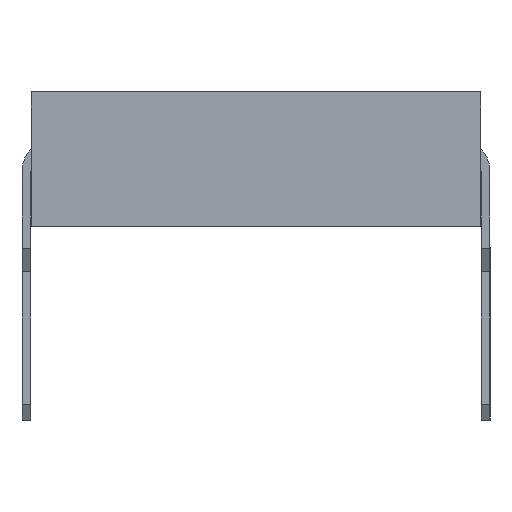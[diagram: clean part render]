
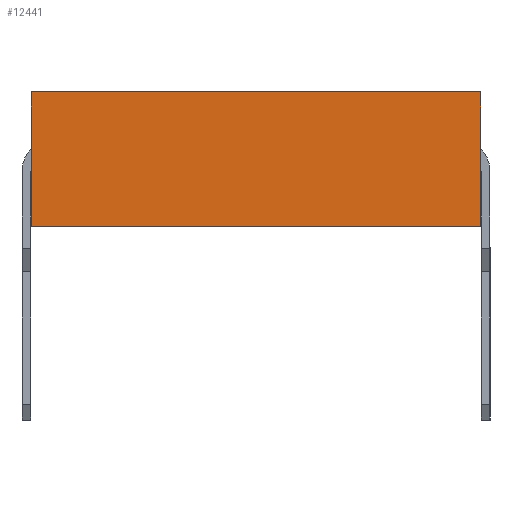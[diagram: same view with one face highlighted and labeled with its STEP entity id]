
A CAD part, front view. The second image highlights one B-rep face of the part: STEP entity #12441.
In plain terms, the highlighted planar face has unit normal (0, -1, 0).
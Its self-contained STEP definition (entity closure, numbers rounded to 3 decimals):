
#12385=CARTESIAN_POINT('',(5.,-15.875,0.0));
#12386=VERTEX_POINT('',#12385);
#12393=CARTESIAN_POINT('',(-5.,-15.875,0.0));
#12394=VERTEX_POINT('',#12393);
#12395=CARTESIAN_POINT('',(-5.,-15.875,0.0));
#12396=DIRECTION('',(1.0,0.0,0.0));
#12397=VECTOR('',#12396,10.);
#12398=LINE('',#12395,#12397);
#12399=EDGE_CURVE('',#12394,#12386,#12398,.T.);
#12411=CARTESIAN_POINT('',(5.1,-15.875,0.0));
#12412=DIRECTION('',(0.0,-1.0,0.0));
#12413=DIRECTION('',(0.0,0.0,-1.0));
#12414=AXIS2_PLACEMENT_3D('',#12411,#12412,#12413);
#12415=PLANE('',#12414);
#12416=CARTESIAN_POINT('',(5.,-15.875,3.0));
#12417=VERTEX_POINT('',#12416);
#12418=CARTESIAN_POINT('',(-5.,-15.875,3.0));
#12419=VERTEX_POINT('',#12418);
#12420=CARTESIAN_POINT('',(5.,-15.875,3.0));
#12421=DIRECTION('',(-1.0,0.0,0.0));
#12422=VECTOR('',#12421,10.);
#12423=LINE('',#12420,#12422);
#12424=EDGE_CURVE('',#12417,#12419,#12423,.T.);
#12425=ORIENTED_EDGE('',*,*,#12424,.T.);
#12426=CARTESIAN_POINT('',(-5.,-15.875,0.0));
#12427=DIRECTION('',(0.0,0.0,1.0));
#12428=VECTOR('',#12427,3.0);
#12429=LINE('',#12426,#12428);
#12430=EDGE_CURVE('',#12394,#12419,#12429,.T.);
#12431=ORIENTED_EDGE('',*,*,#12430,.F.);
#12432=ORIENTED_EDGE('',*,*,#12399,.T.);
#12433=CARTESIAN_POINT('',(5.,-15.875,0.0));
#12434=DIRECTION('',(0.0,0.0,1.0));
#12435=VECTOR('',#12434,3.0);
#12436=LINE('',#12433,#12435);
#12437=EDGE_CURVE('',#12386,#12417,#12436,.T.);
#12438=ORIENTED_EDGE('',*,*,#12437,.T.);
#12439=EDGE_LOOP('',(#12425,#12431,#12432,#12438));
#12440=FACE_OUTER_BOUND('',#12439,.T.);
#12441=ADVANCED_FACE('',(#12440),#12415,.T.);
